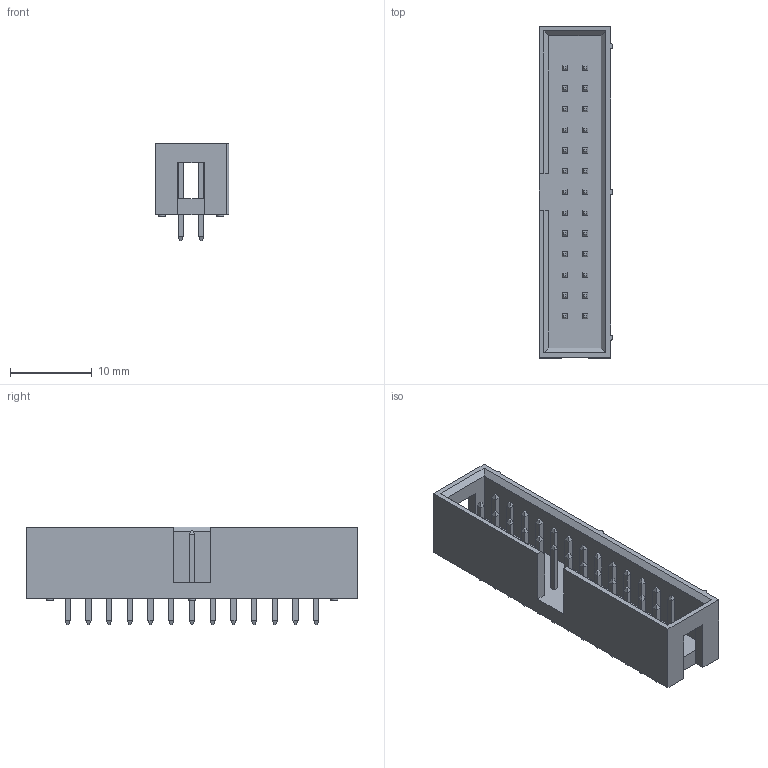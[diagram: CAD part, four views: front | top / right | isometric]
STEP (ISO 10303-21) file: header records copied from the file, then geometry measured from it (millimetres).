
FILE_DESCRIPTION(/* description */ ('Unknown'),/* implementation_level */ '2;1');
FILE_NAME(/* name */ 'J_Wurth_WR-BHD_612026235121',/* time_stamp */ '2025-05-12T16:21:05+08:00',/* author */ ('Unknown'),/* organization */ ('Unknown'),/* preprocessor_version */ 'ST-DEVELOPER v19.4',/* originating_system */ 'Solid Edge',/* authorisation */ 'Unknown');
FILE_SCHEMA (('AUTOMOTIVE_DESIGN {1 0 10303 214 3 1 1}'));
Length unit declared in the file: millimetre
Products named in the file (2): J_Wurth_WR-BHD_612026235121
Assembly tree (1 placements, depth 2):
  J_Wurth_WR-BHD_612026235121
    J_Wurth_WR-BHD_612026235121
Bounding box: 9.05 x 40.68 x 12 mm (x, y, z)
Volume: 1469.7 mm3; surface area: 2764.7 mm2
Topology: 1 solids, 1 shells, 617 faces, 1369 edges, 808 vertices
Faces by surface type: plane 608, cylinder 9
Full cylindrical faces by diameter (mm): 0.85 x6
Entity records: 20555 total; most frequent: CARTESIAN_POINT 2778, ORIENTED_EDGE 2714, DIRECTION 2613, EDGE_CURVE 1357, LINE 1339, VECTOR 1339, VERTEX_POINT 802, EDGE_LOOP 681
